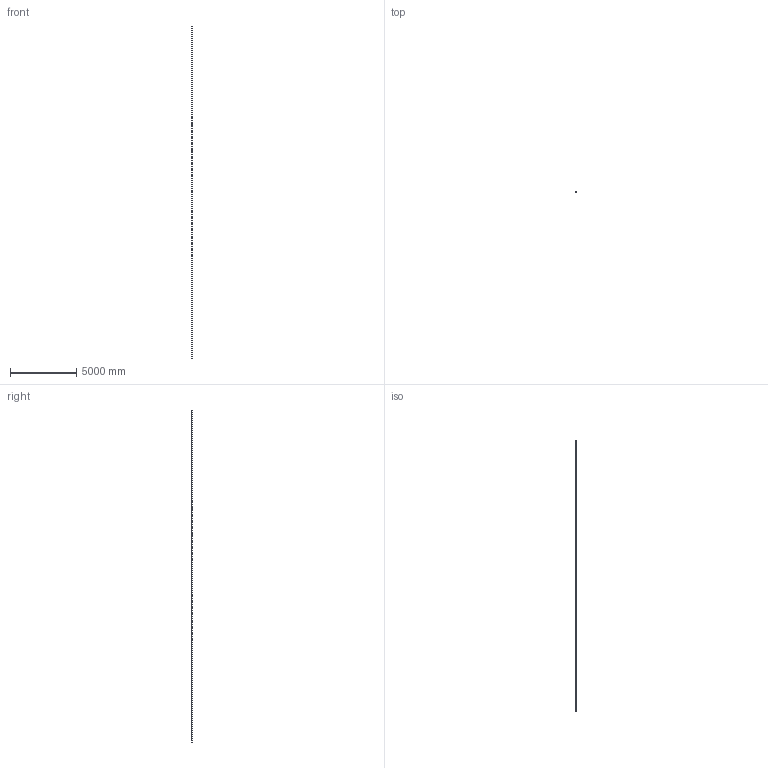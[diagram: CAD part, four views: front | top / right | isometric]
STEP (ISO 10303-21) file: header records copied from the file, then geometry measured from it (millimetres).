
FILE_DESCRIPTION (( 'STEP AP203' ), '1' );
FILE_NAME ('60361-GU-25M.step', '2022-07-20T14:21:55', ( '' ), ( '' ), 'SwSTEP 2.0', 'SolidWorks 2018', '' );
FILE_SCHEMA (( 'CONFIG_CONTROL_DESIGN' ));
Length unit declared in the file: millimetre
Products named in the file (1): 60361-GU-25M
Bounding box: 31.97 x 25.5 x 25000 mm (x, y, z)
Volume: 4941543.5 mm3; surface area: 5334611.2 mm2
Topology: 1 solids, 1 shells, 384 faces, 1065 edges, 710 vertices
Faces by surface type: plane 219, bspline 139, cylinder 26
Entity records: 19120 total; most frequent: CARTESIAN_POINT 10115, ORIENTED_EDGE 2130, DIRECTION 1331, EDGE_CURVE 1065, LINE 735, VECTOR 735, VERTEX_POINT 710, EDGE_LOOP 411
